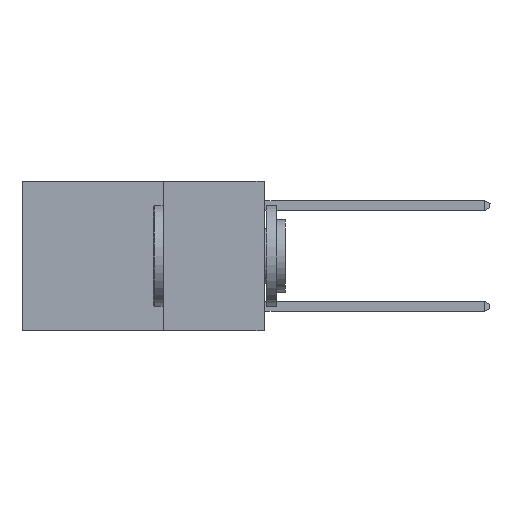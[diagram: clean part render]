
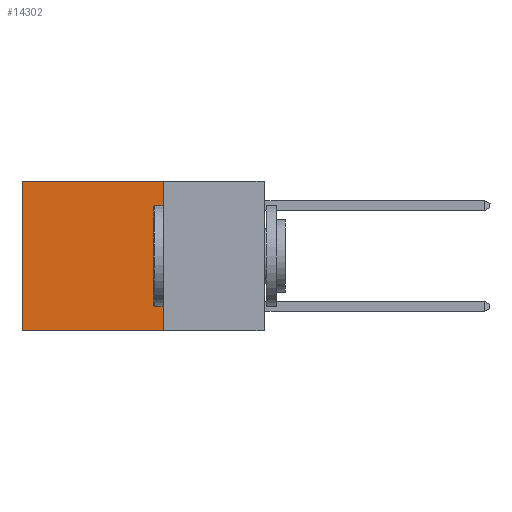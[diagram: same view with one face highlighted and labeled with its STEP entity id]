
A CAD part, left-side view. The second image highlights one B-rep face of the part: STEP entity #14302.
In plain terms, the highlighted planar face has unit normal (-1, 0, 0).
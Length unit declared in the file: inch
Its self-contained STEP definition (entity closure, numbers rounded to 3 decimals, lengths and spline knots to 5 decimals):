
#2633 = CARTESIAN_POINT ( 'NONE',  ( 0.2625, 0.25, 0. ) ) ;
#3085 = DIRECTION ( 'NONE',  ( 0., 0., -1. ) ) ;
#4107 = CARTESIAN_POINT ( 'NONE',  ( 0.2625, 0.25, 0. ) ) ;
#6217 = ORIENTED_EDGE ( 'NONE', *, *, #26340, .F. ) ;
#6479 = FACE_OUTER_BOUND ( 'NONE', #25533, .T. ) ;
#7056 = EDGE_CURVE ( 'NONE', #29258, #21690, #26606, .T. ) ;
#7268 = AXIS2_PLACEMENT_3D ( 'NONE', #4107, #23353, #11352 ) ;
#7370 = DIRECTION ( 'NONE',  ( 0., 1., 0. ) ) ;
#7761 = CARTESIAN_POINT ( 'NONE',  ( 0.2625, 0.25, 0. ) ) ;
#9985 = CARTESIAN_POINT ( 'NONE',  ( 0.2625, 0.25, -0.37 ) ) ;
#10629 = LINE ( 'NONE', #19810, #24609 ) ;
#11352 = DIRECTION ( 'NONE',  ( 0., 0., -1. ) ) ;
#11518 = LINE ( 'NONE', #16413, #28774 ) ;
#12812 = CARTESIAN_POINT ( 'NONE',  ( 0.2625, 0.6, 0. ) ) ;
#13411 = EDGE_CURVE ( 'NONE', #25463, #30120, #28650, .T. ) ;
#14051 = DIRECTION ( 'NONE',  ( 0., 0., -1. ) ) ;
#14302 = ADVANCED_FACE ( 'NONE', ( #6479 ), #25697, .F. ) ;
#16413 = CARTESIAN_POINT ( 'NONE',  ( 0.2625, 0.6, 0. ) ) ;
#19810 = CARTESIAN_POINT ( 'NONE',  ( 0.2625, 0.25, 0. ) ) ;
#21089 = CARTESIAN_POINT ( 'NONE',  ( 0.2625, 0.25, -0.37 ) ) ;
#21690 = VERTEX_POINT ( 'NONE', #12812 ) ;
#21835 = VECTOR ( 'NONE', #28342, 39.37008 ) ;
#21892 = CARTESIAN_POINT ( 'NONE',  ( 0.2625, 0.6, -0.37 ) ) ;
#23123 = ORIENTED_EDGE ( 'NONE', *, *, #7056, .T. ) ;
#23353 = DIRECTION ( 'NONE',  ( 1., 0., 0. ) ) ;
#24498 = VECTOR ( 'NONE', #7370, 39.37008 ) ;
#24609 = VECTOR ( 'NONE', #3085, 39.37008 ) ;
#25463 = VERTEX_POINT ( 'NONE', #9985 ) ;
#25533 = EDGE_LOOP ( 'NONE', ( #28966, #27627, #6217, #23123 ) ) ;
#25697 = PLANE ( 'NONE',  #7268 ) ;
#26340 = EDGE_CURVE ( 'NONE', #29258, #25463, #10629, .T. ) ;
#26606 = LINE ( 'NONE', #2633, #24498 ) ;
#27627 = ORIENTED_EDGE ( 'NONE', *, *, #13411, .F. ) ;
#28342 = DIRECTION ( 'NONE',  ( 0., 1., 0. ) ) ;
#28650 = LINE ( 'NONE', #21089, #21835 ) ;
#28774 = VECTOR ( 'NONE', #14051, 39.37008 ) ;
#28966 = ORIENTED_EDGE ( 'NONE', *, *, #30951, .T. ) ;
#29258 = VERTEX_POINT ( 'NONE', #7761 ) ;
#30120 = VERTEX_POINT ( 'NONE', #21892 ) ;
#30951 = EDGE_CURVE ( 'NONE', #21690, #30120, #11518, .T. ) ;
